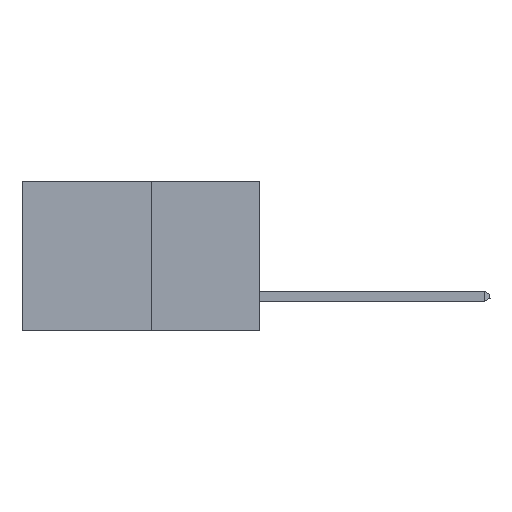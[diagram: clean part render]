
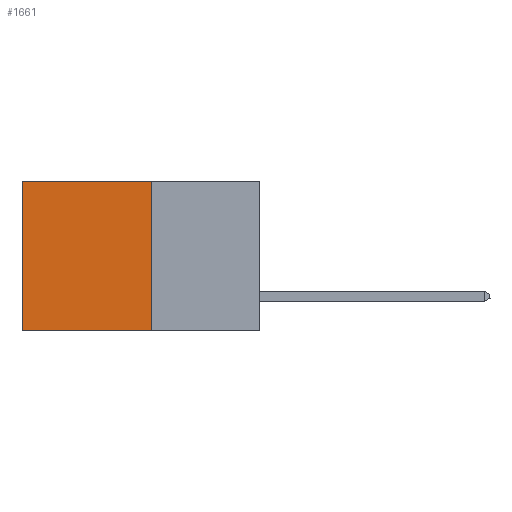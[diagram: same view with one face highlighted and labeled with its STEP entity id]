
A CAD part, left-side view. The second image highlights one B-rep face of the part: STEP entity #1661.
In plain terms, the highlighted planar face has unit normal (-1, 0, 0).
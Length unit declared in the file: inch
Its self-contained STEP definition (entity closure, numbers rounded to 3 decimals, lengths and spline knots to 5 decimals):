
#1262 = CARTESIAN_POINT ( 'NONE',  ( 0.277, 0.27, -0.37 ) ) ;
#1335 = CARTESIAN_POINT ( 'NONE',  ( 0.277, 0.59, 0. ) ) ;
#1403 = VECTOR ( 'NONE', #3244, 39.37008 ) ;
#1661 = ADVANCED_FACE ( 'NONE', ( #9897 ), #11995, .F. ) ;
#2588 = ORIENTED_EDGE ( 'NONE', *, *, #10322, .T. ) ;
#2596 = EDGE_LOOP ( 'NONE', ( #2588, #3819, #4229, #4859 ) ) ;
#2738 = LINE ( 'NONE', #5329, #5302 ) ;
#3244 = DIRECTION ( 'NONE',  ( 0., 1., 0. ) ) ;
#3453 = AXIS2_PLACEMENT_3D ( 'NONE', #1262, #10544, #11254 ) ;
#3819 = ORIENTED_EDGE ( 'NONE', *, *, #8420, .F. ) ;
#3930 = CARTESIAN_POINT ( 'NONE',  ( 0.277, 0.27, -0.37 ) ) ;
#4229 = ORIENTED_EDGE ( 'NONE', *, *, #5750, .F. ) ;
#4859 = ORIENTED_EDGE ( 'NONE', *, *, #6901, .T. ) ;
#5206 = DIRECTION ( 'NONE',  ( 0., 1., 0. ) ) ;
#5302 = VECTOR ( 'NONE', #5206, 39.37008 ) ;
#5329 = CARTESIAN_POINT ( 'NONE',  ( 0.277, 0.27, 0. ) ) ;
#5750 = EDGE_CURVE ( 'NONE', #6579, #7551, #6323, .T. ) ;
#6243 = CARTESIAN_POINT ( 'NONE',  ( 0.277, 0.59, -0.37 ) ) ;
#6323 = LINE ( 'NONE', #7973, #11253 ) ;
#6579 = VERTEX_POINT ( 'NONE', #7878 ) ;
#6901 = EDGE_CURVE ( 'NONE', #6579, #8444, #2738, .T. ) ;
#7551 = VERTEX_POINT ( 'NONE', #3930 ) ;
#7878 = CARTESIAN_POINT ( 'NONE',  ( 0.277, 0.27, 0. ) ) ;
#7920 = DIRECTION ( 'NONE',  ( 0., 0., -1. ) ) ;
#7973 = CARTESIAN_POINT ( 'NONE',  ( 0.277, 0.27, -0.37 ) ) ;
#8420 = EDGE_CURVE ( 'NONE', #7551, #10404, #8960, .T. ) ;
#8444 = VERTEX_POINT ( 'NONE', #1335 ) ;
#8960 = LINE ( 'NONE', #9762, #1403 ) ;
#9762 = CARTESIAN_POINT ( 'NONE',  ( 0.277, 0.27, -0.37 ) ) ;
#9897 = FACE_OUTER_BOUND ( 'NONE', #2596, .T. ) ;
#10322 = EDGE_CURVE ( 'NONE', #8444, #10404, #11225, .T. ) ;
#10404 = VERTEX_POINT ( 'NONE', #11872 ) ;
#10544 = DIRECTION ( 'NONE',  ( 1., 0., 0. ) ) ;
#10882 = DIRECTION ( 'NONE',  ( 0., 0., -1. ) ) ;
#10951 = VECTOR ( 'NONE', #10882, 39.37008 ) ;
#11225 = LINE ( 'NONE', #6243, #10951 ) ;
#11253 = VECTOR ( 'NONE', #7920, 39.37008 ) ;
#11254 = DIRECTION ( 'NONE',  ( 0., 0., -1. ) ) ;
#11872 = CARTESIAN_POINT ( 'NONE',  ( 0.277, 0.59, -0.37 ) ) ;
#11995 = PLANE ( 'NONE',  #3453 ) ;
